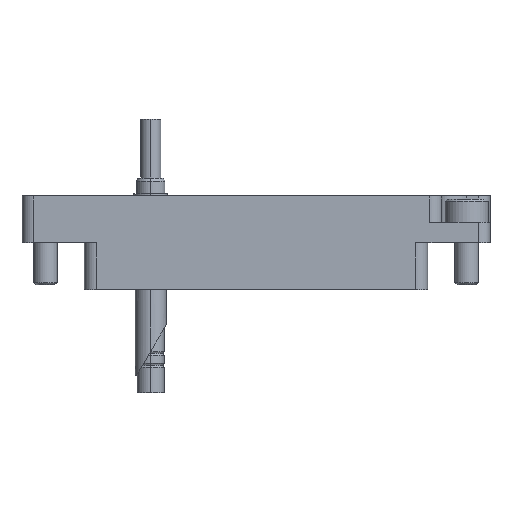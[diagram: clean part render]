
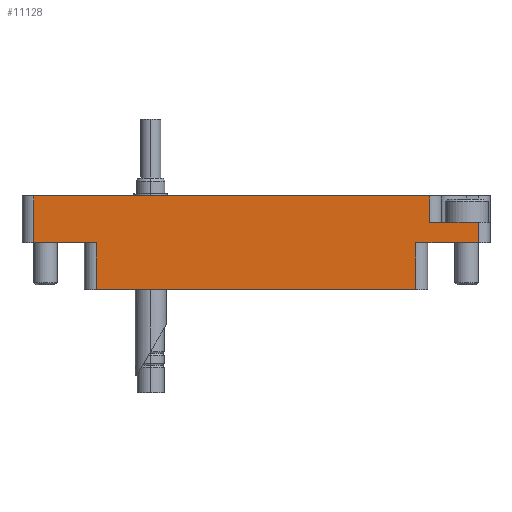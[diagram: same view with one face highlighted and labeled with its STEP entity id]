
A CAD part, left-side view. The second image highlights one B-rep face of the part: STEP entity #11128.
In plain terms, the highlighted face is planar.
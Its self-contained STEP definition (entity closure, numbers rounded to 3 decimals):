
#42 = CARTESIAN_POINT ( 'NONE',  ( 20.5, 0., 14.35 ) ) ;
#68 = VERTEX_POINT ( 'NONE', #6430 ) ;
#331 = VECTOR ( 'NONE', #9900, 1000. ) ;
#341 = EDGE_CURVE ( 'NONE', #1641, #8855, #8861, .T. ) ;
#656 = CARTESIAN_POINT ( 'NONE',  ( 22.25, 6., 14.35 ) ) ;
#680 = DIRECTION ( 'NONE',  ( 0., -1., 0. ) ) ;
#813 = CARTESIAN_POINT ( 'NONE',  ( -30., 0., 14.35 ) ) ;
#834 = DIRECTION ( 'NONE',  ( 0., -1., 0. ) ) ;
#847 = CARTESIAN_POINT ( 'NONE',  ( -22., -6., 14.35 ) ) ;
#920 = DIRECTION ( 'NONE',  ( -1., 0., 0. ) ) ;
#1296 = EDGE_CURVE ( 'NONE', #68, #7305, #11537, .T. ) ;
#1641 = VERTEX_POINT ( 'NONE', #4108 ) ;
#1686 = ORIENTED_EDGE ( 'NONE', *, *, #2080, .T. ) ;
#1733 = EDGE_CURVE ( 'NONE', #1641, #11361, #9076, .T. ) ;
#1860 = PLANE ( 'NONE',  #6065 ) ;
#2080 = EDGE_CURVE ( 'NONE', #4230, #3784, #7154, .T. ) ;
#2141 = DIRECTION ( 'NONE',  ( 1., 0., 0. ) ) ;
#2209 = VERTEX_POINT ( 'NONE', #7006 ) ;
#2348 = EDGE_CURVE ( 'NONE', #3506, #8855, #6358, .T. ) ;
#3124 = VECTOR ( 'NONE', #7123, 1000. ) ;
#3310 = LINE ( 'NONE', #8802, #9355 ) ;
#3506 = VERTEX_POINT ( 'NONE', #8320 ) ;
#3550 = CARTESIAN_POINT ( 'NONE',  ( 30., 0., 14.35 ) ) ;
#3784 = VERTEX_POINT ( 'NONE', #4498 ) ;
#4108 = CARTESIAN_POINT ( 'NONE',  ( 20.5, -6., 14.35 ) ) ;
#4133 = EDGE_CURVE ( 'NONE', #3506, #5146, #9856, .T. ) ;
#4230 = VERTEX_POINT ( 'NONE', #7645 ) ;
#4481 = DIRECTION ( 'NONE',  ( -1., 0., 0. ) ) ;
#4498 = CARTESIAN_POINT ( 'NONE',  ( -28.5, 0., 14.35 ) ) ;
#4504 = CARTESIAN_POINT ( 'NONE',  ( -28.5, 0., 14.35 ) ) ;
#4578 = DIRECTION ( 'NONE',  ( -1., 0., 0. ) ) ;
#4663 = CARTESIAN_POINT ( 'NONE',  ( 28.5, 2.6, 14.35 ) ) ;
#4800 = LINE ( 'NONE', #5805, #9593 ) ;
#4991 = LINE ( 'NONE', #10129, #6036 ) ;
#5068 = CARTESIAN_POINT ( 'NONE',  ( 20.5, 0., 14.35 ) ) ;
#5146 = VERTEX_POINT ( 'NONE', #9690 ) ;
#5364 = FACE_OUTER_BOUND ( 'NONE', #7127, .T. ) ;
#5531 = ORIENTED_EDGE ( 'NONE', *, *, #6994, .F. ) ;
#5582 = EDGE_CURVE ( 'NONE', #2209, #11361, #3310, .T. ) ;
#5623 = ORIENTED_EDGE ( 'NONE', *, *, #2348, .F. ) ;
#5793 = EDGE_CURVE ( 'NONE', #68, #5146, #9202, .T. ) ;
#5805 = CARTESIAN_POINT ( 'NONE',  ( 30., 0., 14.35 ) ) ;
#6036 = VECTOR ( 'NONE', #2141, 1000. ) ;
#6065 = AXIS2_PLACEMENT_3D ( 'NONE', #813, #7071, #4481 ) ;
#6110 = VECTOR ( 'NONE', #920, 1000. ) ;
#6242 = CARTESIAN_POINT ( 'NONE',  ( 22.25, 0., 14.35 ) ) ;
#6320 = VECTOR ( 'NONE', #7419, 1000. ) ;
#6358 = LINE ( 'NONE', #3550, #6110 ) ;
#6380 = ORIENTED_EDGE ( 'NONE', *, *, #1733, .F. ) ;
#6382 = VECTOR ( 'NONE', #8500, 1000. ) ;
#6430 = CARTESIAN_POINT ( 'NONE',  ( 22.25, 2.6, 14.35 ) ) ;
#6510 = DIRECTION ( 'NONE',  ( -1., 0., 0. ) ) ;
#6994 = EDGE_CURVE ( 'NONE', #4230, #7305, #4991, .T. ) ;
#7006 = CARTESIAN_POINT ( 'NONE',  ( -20.5, 0., 14.35 ) ) ;
#7071 = DIRECTION ( 'NONE',  ( 0., 0., -1. ) ) ;
#7123 = DIRECTION ( 'NONE',  ( 0., 1., 0. ) ) ;
#7127 = EDGE_LOOP ( 'NONE', ( #6380, #9822, #5623, #10959, #10657, #9262, #5531, #1686, #8080, #10515 ) ) ;
#7154 = LINE ( 'NONE', #4504, #8890 ) ;
#7305 = VERTEX_POINT ( 'NONE', #656 ) ;
#7419 = DIRECTION ( 'NONE',  ( 0., 1., 0. ) ) ;
#7534 = CARTESIAN_POINT ( 'NONE',  ( -20.5, -6., 14.35 ) ) ;
#7645 = CARTESIAN_POINT ( 'NONE',  ( -28.5, 6., 14.35 ) ) ;
#8080 = ORIENTED_EDGE ( 'NONE', *, *, #10524, .F. ) ;
#8320 = CARTESIAN_POINT ( 'NONE',  ( 28.5, 0., 14.35 ) ) ;
#8500 = DIRECTION ( 'NONE',  ( 1., 0., 0. ) ) ;
#8802 = CARTESIAN_POINT ( 'NONE',  ( -20.5, 0., 14.35 ) ) ;
#8855 = VERTEX_POINT ( 'NONE', #5068 ) ;
#8861 = LINE ( 'NONE', #42, #331 ) ;
#8890 = VECTOR ( 'NONE', #834, 1000. ) ;
#9076 = LINE ( 'NONE', #847, #10219 ) ;
#9202 = LINE ( 'NONE', #10248, #6382 ) ;
#9262 = ORIENTED_EDGE ( 'NONE', *, *, #1296, .T. ) ;
#9355 = VECTOR ( 'NONE', #680, 1000. ) ;
#9593 = VECTOR ( 'NONE', #6510, 1000. ) ;
#9690 = CARTESIAN_POINT ( 'NONE',  ( 28.5, 2.6, 14.35 ) ) ;
#9822 = ORIENTED_EDGE ( 'NONE', *, *, #341, .T. ) ;
#9856 = LINE ( 'NONE', #4663, #6320 ) ;
#9900 = DIRECTION ( 'NONE',  ( 0., 1., 0. ) ) ;
#10129 = CARTESIAN_POINT ( 'NONE',  ( -30., 6., 14.35 ) ) ;
#10219 = VECTOR ( 'NONE', #4578, 1000. ) ;
#10248 = CARTESIAN_POINT ( 'NONE',  ( 30., 2.6, 14.35 ) ) ;
#10515 = ORIENTED_EDGE ( 'NONE', *, *, #5582, .T. ) ;
#10524 = EDGE_CURVE ( 'NONE', #2209, #3784, #4800, .T. ) ;
#10657 = ORIENTED_EDGE ( 'NONE', *, *, #5793, .F. ) ;
#10959 = ORIENTED_EDGE ( 'NONE', *, *, #4133, .T. ) ;
#11128 = ADVANCED_FACE ( 'NONE', ( #5364 ), #1860, .F. ) ;
#11361 = VERTEX_POINT ( 'NONE', #7534 ) ;
#11537 = LINE ( 'NONE', #6242, #3124 ) ;
